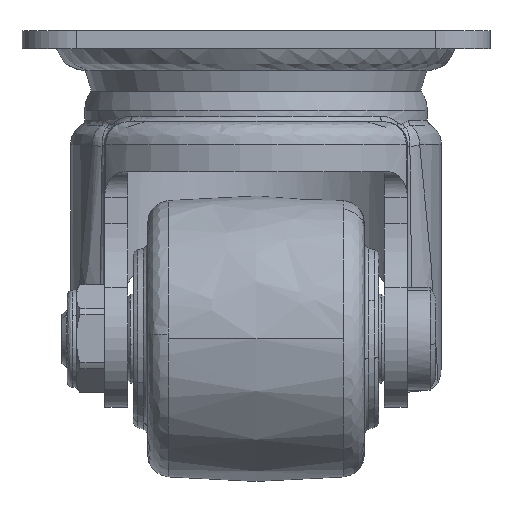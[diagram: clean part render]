
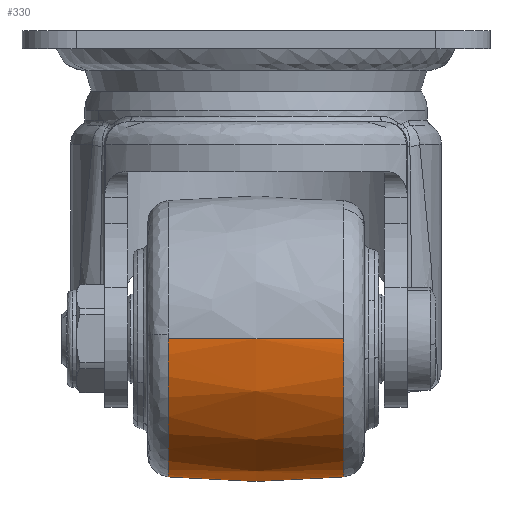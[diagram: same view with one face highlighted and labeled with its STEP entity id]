
A CAD part, left-side view. The second image highlights one B-rep face of the part: STEP entity #330.
In plain terms, the highlighted free-form (B-spline) face has degree [2, 2] with [3, 5] control points.
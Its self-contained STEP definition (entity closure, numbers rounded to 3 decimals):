
#330=ADVANCED_FACE('',(#880),#879,.T.);
#879=( BOUNDED_SURFACE() B_SPLINE_SURFACE( 2,2,((#3520,#3521,#3522,#3523,#3524),(#3525,#3526,#3527,#3528,#3529),(#3530,#3531,#3532,#3533,#3534)), .UNSPECIFIED.,.F.,.F.,.F.) B_SPLINE_SURFACE_WITH_KNOTS((3,3),(3,2,3),(-0.103,0.103),(3.142,4.712,6.283), .UNSPECIFIED. ) GEOMETRIC_REPRESENTATION_ITEM() RATIONAL_B_SPLINE_SURFACE(((1.,0.707,1.,0.707,1.),(0.995,0.703,0.995,0.703,0.995),(1.,0.707,1.,0.707,1.))) REPRESENTATION_ITEM('') SURFACE() );
#880=FACE_OUTER_BOUND('',#3535,.T.);
#3520=CARTESIAN_POINT('',(-44.206,-15.411,-54.));
#3521=CARTESIAN_POINT('',(-44.206,-15.411,-78.206));
#3522=CARTESIAN_POINT('',(-20.,-15.411,-78.206));
#3523=CARTESIAN_POINT('',(4.206,-15.411,-78.206));
#3524=CARTESIAN_POINT('',(4.206,-15.411,-54.));
#3525=CARTESIAN_POINT('',(-45.798,0.,-54.));
#3526=CARTESIAN_POINT('',(-45.798,0.,-79.798));
#3527=CARTESIAN_POINT('',(-20.,0.,-79.798));
#3528=CARTESIAN_POINT('',(5.798,0.,-79.798));
#3529=CARTESIAN_POINT('',(5.798,0.,-54.));
#3530=CARTESIAN_POINT('',(-44.206,15.411,-54.));
#3531=CARTESIAN_POINT('',(-44.206,15.411,-78.206));
#3532=CARTESIAN_POINT('',(-20.,15.411,-78.206));
#3533=CARTESIAN_POINT('',(4.206,15.411,-78.206));
#3534=CARTESIAN_POINT('',(4.206,15.411,-54.));
#3535=EDGE_LOOP('',(#6433,#6434,#6435,#6436,#6437,#6438,#6439,#6440,#6441,#6442,#6443));
#6433=ORIENTED_EDGE('',*,*,#7735,.F.);
#6434=ORIENTED_EDGE('',*,*,#7734,.F.);
#6435=ORIENTED_EDGE('',*,*,#7733,.F.);
#6436=ORIENTED_EDGE('',*,*,#7732,.F.);
#6437=ORIENTED_EDGE('',*,*,#7730,.F.);
#6438=ORIENTED_EDGE('',*,*,#7737,.F.);
#6439=ORIENTED_EDGE('',*,*,#7708,.T.);
#6440=ORIENTED_EDGE('',*,*,#7717,.T.);
#6441=ORIENTED_EDGE('',*,*,#7716,.T.);
#6442=ORIENTED_EDGE('',*,*,#7715,.T.);
#6443=ORIENTED_EDGE('',*,*,#7738,.T.);
#7708=EDGE_CURVE('',#8981,#8982,#8983,.T.);
#7715=EDGE_CURVE('',#9029,#9022,#9030,.T.);
#7716=EDGE_CURVE('',#9036,#9029,#9037,.T.);
#7717=EDGE_CURVE('',#8982,#9036,#9043,.T.);
#7730=EDGE_CURVE('',#9118,#9125,#9126,.T.);
#7732=EDGE_CURVE('',#9125,#9138,#9139,.T.);
#7733=EDGE_CURVE('',#9138,#9145,#9146,.T.);
#7734=EDGE_CURVE('',#9145,#9152,#9153,.T.);
#7735=EDGE_CURVE('',#9152,#9159,#9160,.T.);
#7737=EDGE_CURVE('',#8981,#9118,#9172,.T.);
#7738=EDGE_CURVE('',#9022,#9159,#9178,.T.);
#8981=VERTEX_POINT('',#13519);
#8982=VERTEX_POINT('',#13520);
#8983=CIRCLE('',#13524,24.206);
#9022=VERTEX_POINT('',#13548);
#9029=VERTEX_POINT('',#13553);
#9030=CIRCLE('',#13557,24.206);
#9036=VERTEX_POINT('',#13558);
#9037=CIRCLE('',#13562,24.206);
#9043=CIRCLE('',#13566,24.206);
#9118=VERTEX_POINT('',#13606);
#9125=VERTEX_POINT('',#13611);
#9126=CIRCLE('',#13615,24.206);
#9138=VERTEX_POINT('',#13621);
#9139=CIRCLE('',#13625,24.206);
#9145=VERTEX_POINT('',#13626);
#9146=CIRCLE('',#13630,24.206);
#9152=VERTEX_POINT('',#13631);
#9153=CIRCLE('',#13635,24.206);
#9159=VERTEX_POINT('',#13636);
#9160=(BOUNDED_CURVE() B_SPLINE_CURVE(2,(#13637,#13638,#13639),.UNSPECIFIED.,.F.,.F.) B_SPLINE_CURVE_WITH_KNOTS((3,3),(0.,1.),.UNSPECIFIED.) CURVE() GEOMETRIC_REPRESENTATION_ITEM() RATIONAL_B_SPLINE_CURVE((1.,0.998,1.)) REPRESENTATION_ITEM('') );
#9172=(BOUNDED_CURVE() B_SPLINE_CURVE(2,(#13643,#13644,#13645),.UNSPECIFIED.,.F.,.F.) B_SPLINE_CURVE_WITH_KNOTS((3,3),(-0.103,0.103),.UNSPECIFIED.) CURVE() GEOMETRIC_REPRESENTATION_ITEM() RATIONAL_B_SPLINE_CURVE((1.,0.995,1.)) REPRESENTATION_ITEM('') );
#9178=(BOUNDED_CURVE() B_SPLINE_CURVE(2,(#13646,#13647,#13648),.UNSPECIFIED.,.F.,.F.) B_SPLINE_CURVE_WITH_KNOTS((3,3),(-0.103,0.103),.UNSPECIFIED.) CURVE() GEOMETRIC_REPRESENTATION_ITEM() RATIONAL_B_SPLINE_CURVE((1.,0.995,1.)) REPRESENTATION_ITEM('') );
#13519=CARTESIAN_POINT('',(4.206,-15.411,-54.));
#13520=CARTESIAN_POINT('',(-11.428,-15.411,-76.638));
#13521=CARTESIAN_POINT('',(-20.,-15.411,-54.));
#13522=DIRECTION('',(0.,1.,0.));
#13523=DIRECTION('',(-0.992,0.,-0.125));
#13524=AXIS2_PLACEMENT_3D('',#13521,#13522,#13523);
#13548=CARTESIAN_POINT('',(-44.206,-15.411,-54.));
#13553=CARTESIAN_POINT('',(-44.044,-15.411,-56.795));
#13554=CARTESIAN_POINT('',(-20.,-15.411,-54.));
#13555=DIRECTION('',(0.,1.,0.));
#13556=DIRECTION('',(0.993,0.,0.115));
#13557=AXIS2_PLACEMENT_3D('',#13554,#13555,#13556);
#13558=CARTESIAN_POINT('',(-20.,-15.411,-78.206));
#13559=CARTESIAN_POINT('',(-20.,-15.411,-54.));
#13560=DIRECTION('',(0.,1.,0.));
#13561=DIRECTION('',(0.,0.,1.));
#13562=AXIS2_PLACEMENT_3D('',#13559,#13560,#13561);
#13563=CARTESIAN_POINT('',(-20.,-15.411,-54.));
#13564=DIRECTION('',(0.,1.,0.));
#13565=DIRECTION('',(-0.354,0.,0.935));
#13566=AXIS2_PLACEMENT_3D('',#13563,#13564,#13565);
#13606=CARTESIAN_POINT('',(4.206,15.411,-54.));
#13611=CARTESIAN_POINT('',(4.195,15.411,-54.725));
#13612=CARTESIAN_POINT('',(-20.,15.411,-54.));
#13613=DIRECTION('',(0.,1.,0.));
#13614=DIRECTION('',(0.,0.,-1.));
#13615=AXIS2_PLACEMENT_3D('',#13612,#13613,#13614);
#13621=CARTESIAN_POINT('',(4.195,15.411,-54.744));
#13622=CARTESIAN_POINT('',(-20.,15.411,-54.));
#13623=DIRECTION('',(0.,1.,0.));
#13624=DIRECTION('',(0.,0.,-1.));
#13625=AXIS2_PLACEMENT_3D('',#13622,#13623,#13624);
#13626=CARTESIAN_POINT('',(-20.,15.411,-78.206));
#13627=CARTESIAN_POINT('',(-20.,15.411,-54.));
#13628=DIRECTION('',(0.,1.,0.));
#13629=DIRECTION('',(-1.,0.,0.031));
#13630=AXIS2_PLACEMENT_3D('',#13627,#13628,#13629);
#13631=CARTESIAN_POINT('',(-44.044,15.411,-56.795));
#13632=CARTESIAN_POINT('',(-20.,15.411,-54.));
#13633=DIRECTION('',(0.,1.,0.));
#13634=DIRECTION('',(0.,0.,1.));
#13635=AXIS2_PLACEMENT_3D('',#13632,#13633,#13634);
#13636=CARTESIAN_POINT('',(-44.206,15.411,-54.));
#13637=CARTESIAN_POINT('',(-44.044,15.411,-56.795));
#13638=CARTESIAN_POINT('',(-44.206,15.411,-55.407));
#13639=CARTESIAN_POINT('',(-44.206,15.411,-54.));
#13643=CARTESIAN_POINT('',(4.206,-15.411,-54.));
#13644=CARTESIAN_POINT('',(5.798,0.,-54.));
#13645=CARTESIAN_POINT('',(4.206,15.411,-54.));
#13646=CARTESIAN_POINT('',(-44.206,-15.411,-54.));
#13647=CARTESIAN_POINT('',(-45.798,0.,-54.));
#13648=CARTESIAN_POINT('',(-44.206,15.411,-54.));
